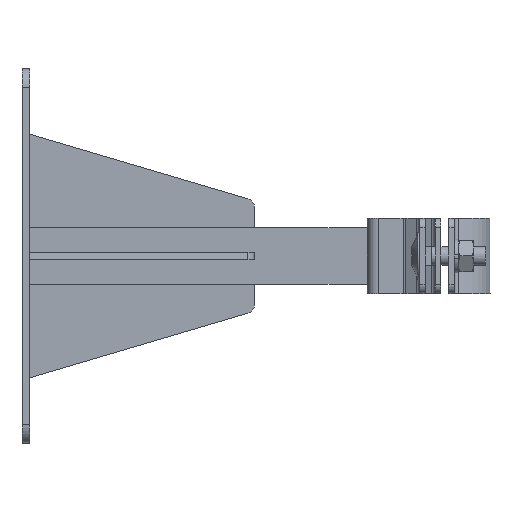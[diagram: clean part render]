
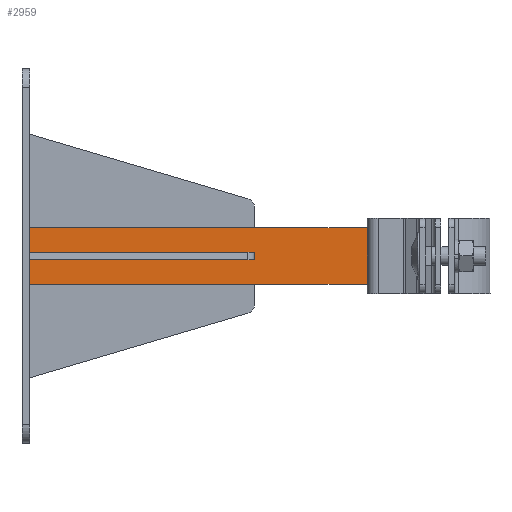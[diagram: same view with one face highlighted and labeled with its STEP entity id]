
A CAD part, left-side view. The second image highlights one B-rep face of the part: STEP entity #2959.
In plain terms, the highlighted planar face has unit normal (-1, 0, 0).
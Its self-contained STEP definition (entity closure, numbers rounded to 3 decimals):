
#63 = DIRECTION ( 'NONE',  ( 0., 0., -1. ) ) ;
#123 = VERTEX_POINT ( 'NONE', #2645 ) ;
#274 = CARTESIAN_POINT ( 'NONE',  ( 98., 215.265, 5. ) ) ;
#405 = CARTESIAN_POINT ( 'NONE',  ( 98., 35.265, 35. ) ) ;
#646 = CARTESIAN_POINT ( 'NONE',  ( 98., 35.265, 35. ) ) ;
#701 = VECTOR ( 'NONE', #2510, 1000. ) ;
#722 = ORIENTED_EDGE ( 'NONE', *, *, #1768, .T. ) ;
#749 = VERTEX_POINT ( 'NONE', #405 ) ;
#1308 = DIRECTION ( 'NONE',  ( -1., 0., 0. ) ) ;
#1768 = EDGE_CURVE ( 'NONE', #123, #749, #4974, .T. ) ;
#1912 = DIRECTION ( 'NONE',  ( 0., -1., 0. ) ) ;
#1938 = VECTOR ( 'NONE', #5497, 1000. ) ;
#1970 = EDGE_CURVE ( 'NONE', #2936, #749, #4849, .T. ) ;
#2406 = CARTESIAN_POINT ( 'NONE',  ( 98., 215.265, 35. ) ) ;
#2510 = DIRECTION ( 'NONE',  ( 0., -1., 0. ) ) ;
#2579 = CARTESIAN_POINT ( 'NONE',  ( 98., 35.265, 35. ) ) ;
#2645 = CARTESIAN_POINT ( 'NONE',  ( 98., 35.265, 5. ) ) ;
#2936 = VERTEX_POINT ( 'NONE', #4722 ) ;
#2959 = ADVANCED_FACE ( 'NONE', ( #7916 ), #6588, .T. ) ;
#3122 = LINE ( 'NONE', #2406, #3415 ) ;
#3143 = CARTESIAN_POINT ( 'NONE',  ( 98., 35.265, 35. ) ) ;
#3415 = VECTOR ( 'NONE', #63, 1000. ) ;
#3569 = EDGE_LOOP ( 'NONE', ( #6425, #7236, #722, #6807 ) ) ;
#3862 = AXIS2_PLACEMENT_3D ( 'NONE', #2579, #1308, #6336 ) ;
#4722 = CARTESIAN_POINT ( 'NONE',  ( 98., 215.265, 35. ) ) ;
#4849 = LINE ( 'NONE', #3143, #701 ) ;
#4974 = LINE ( 'NONE', #646, #1938 ) ;
#5497 = DIRECTION ( 'NONE',  ( 0., 0., 1. ) ) ;
#5591 = EDGE_CURVE ( 'NONE', #6869, #123, #7557, .T. ) ;
#5624 = CARTESIAN_POINT ( 'NONE',  ( 98., 35.265, 5. ) ) ;
#6336 = DIRECTION ( 'NONE',  ( 0., -1., 0. ) ) ;
#6425 = ORIENTED_EDGE ( 'NONE', *, *, #7954, .T. ) ;
#6588 = PLANE ( 'NONE',  #3862 ) ;
#6712 = VECTOR ( 'NONE', #1912, 1000. ) ;
#6807 = ORIENTED_EDGE ( 'NONE', *, *, #1970, .F. ) ;
#6869 = VERTEX_POINT ( 'NONE', #274 ) ;
#7236 = ORIENTED_EDGE ( 'NONE', *, *, #5591, .T. ) ;
#7557 = LINE ( 'NONE', #5624, #6712 ) ;
#7916 = FACE_OUTER_BOUND ( 'NONE', #3569, .T. ) ;
#7954 = EDGE_CURVE ( 'NONE', #2936, #6869, #3122, .T. ) ;
